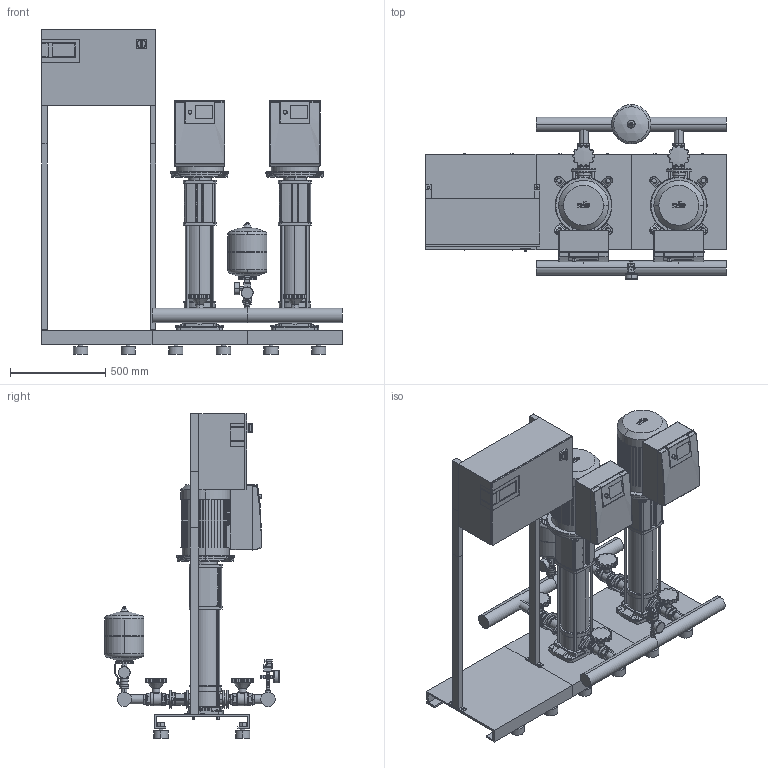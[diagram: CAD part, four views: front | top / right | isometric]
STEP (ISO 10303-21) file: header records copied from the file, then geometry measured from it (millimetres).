
FILE_DESCRIPTION((''),'2;1');
FILE_NAME('3d_COR-2HELIXVE1009_K_CCE-01-2535970.stp','2015-10-02T14:55:30',(''),(''),'Mechanical Desktop 2009','Mechanical Desktop 2009',', , ');
FILE_SCHEMA(('CONFIG_CONTROL_DESIGN'));
Length unit declared in the file: millimetre
Products named in the file (1): Product
Bounding box: 1580 x 917 x 1705 mm (x, y, z)
Volume: 198905324.1 mm3; surface area: 10445648.8 mm2
Topology: 137 solids, 137 shells, 4071 faces, 10475 edges, 6827 vertices
Faces by surface type: plane 1648, bspline 1078, cylinder 1040, cone 145, torus 112, sphere 48
Entity records: 133889 total; most frequent: CARTESIAN_POINT 35391, ORIENTED_EDGE 20866, DIRECTION 19222, EDGE_CURVE 10433, VERTEX_POINT 6821, VECTOR 6680, LINE 6680, AXIS2_PLACEMENT_3D 6271
